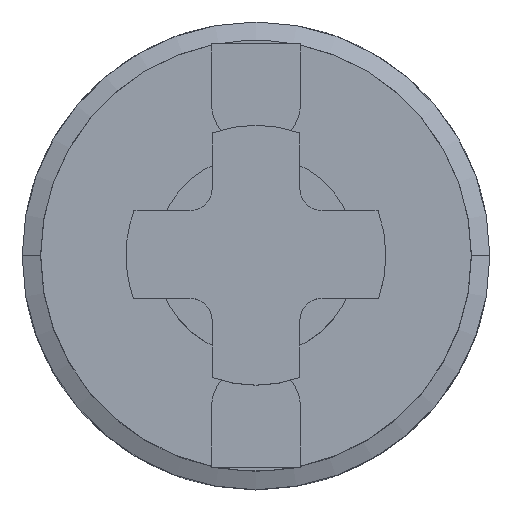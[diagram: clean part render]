
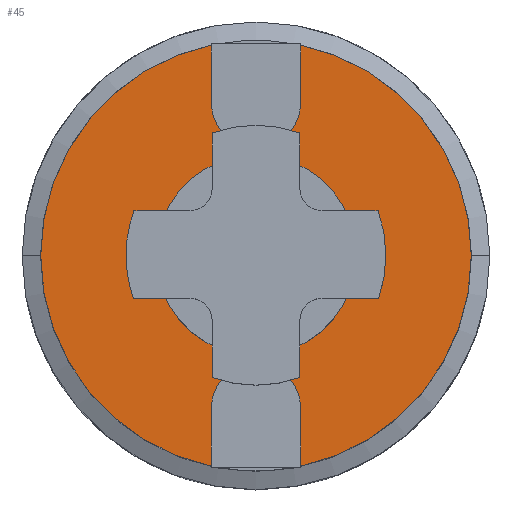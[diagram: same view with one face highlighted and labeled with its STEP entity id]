
A CAD part, top view. The second image highlights one B-rep face of the part: STEP entity #45.
In plain terms, the highlighted planar face has unit normal (0, 0, 1).
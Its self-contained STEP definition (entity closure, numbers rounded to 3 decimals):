
#24 = DIRECTION ( 'NONE',  ( 0., 1., 0. ) ) ;
#31 = ORIENTED_EDGE ( 'NONE', *, *, #4185, .F. ) ;
#36 = DIRECTION ( 'NONE',  ( 1., 0., 0. ) ) ;
#45 = ADVANCED_FACE ( 'NONE', ( #1066, #2309 ), #3492, .T. ) ;
#116 = AXIS2_PLACEMENT_3D ( 'NONE', #2359, #5537, #2805 ) ;
#151 = CIRCLE ( 'NONE', #4240, 13.5 ) ;
#232 = VERTEX_POINT ( 'NONE', #2649 ) ;
#238 = CARTESIAN_POINT ( 'NONE',  ( 13.5, 0., 40. ) ) ;
#291 = AXIS2_PLACEMENT_3D ( 'NONE', #4901, #2161, #5349 ) ;
#416 = CARTESIAN_POINT ( 'NONE',  ( -6., 29., 40. ) ) ;
#448 = ORIENTED_EDGE ( 'NONE', *, *, #4210, .F. ) ;
#488 = CIRCLE ( 'NONE', #657, 6. ) ;
#551 = AXIS2_PLACEMENT_3D ( 'NONE', #2621, #5806, #3073 ) ;
#633 = CARTESIAN_POINT ( 'NONE',  ( 6., 20.5, 40. ) ) ;
#655 = ORIENTED_EDGE ( 'NONE', *, *, #4012, .F. ) ;
#657 = AXIS2_PLACEMENT_3D ( 'NONE', #5546, #2813, #36 ) ;
#761 = LINE ( 'NONE', #1419, #5348 ) ;
#799 = CARTESIAN_POINT ( 'NONE',  ( 6., 28.373, 40. ) ) ;
#899 = AXIS2_PLACEMENT_3D ( 'NONE', #2423, #5609, #2872 ) ;
#1066 = FACE_BOUND ( 'NONE', #5299, .T. ) ;
#1228 = CARTESIAN_POINT ( 'NONE',  ( 6., -20.5, 40. ) ) ;
#1286 = EDGE_CURVE ( 'NONE', #5725, #232, #761, .T. ) ;
#1294 = CARTESIAN_POINT ( 'NONE',  ( 0., 20.5, 40. ) ) ;
#1338 = EDGE_CURVE ( 'NONE', #1645, #5725, #488, .T. ) ;
#1371 = CARTESIAN_POINT ( 'NONE',  ( -29., 0., 40. ) ) ;
#1404 = ORIENTED_EDGE ( 'NONE', *, *, #5024, .T. ) ;
#1419 = CARTESIAN_POINT ( 'NONE',  ( 6., -35.5, 40. ) ) ;
#1425 = VERTEX_POINT ( 'NONE', #3284 ) ;
#1495 = EDGE_CURVE ( 'NONE', #5885, #3692, #3608, .T. ) ;
#1522 = LINE ( 'NONE', #416, #4091 ) ;
#1540 = CIRCLE ( 'NONE', #2413, 6. ) ;
#1645 = VERTEX_POINT ( 'NONE', #2166 ) ;
#1758 = DIRECTION ( 'NONE',  ( 1., 0., 0. ) ) ;
#1777 = CARTESIAN_POINT ( 'NONE',  ( 0., 0., 40. ) ) ;
#1778 = ORIENTED_EDGE ( 'NONE', *, *, #5720, .F. ) ;
#1845 = DIRECTION ( 'NONE',  ( 0., 0., -1. ) ) ;
#1884 = CARTESIAN_POINT ( 'NONE',  ( 6., 35.5, 40. ) ) ;
#1922 = AXIS2_PLACEMENT_3D ( 'NONE', #4398, #5632, #3876 ) ;
#1970 = ORIENTED_EDGE ( 'NONE', *, *, #2349, .F. ) ;
#2038 = ORIENTED_EDGE ( 'NONE', *, *, #1495, .F. ) ;
#2055 = CARTESIAN_POINT ( 'NONE',  ( -6., 20.5, 40. ) ) ;
#2161 = DIRECTION ( 'NONE',  ( 0., 0., -1. ) ) ;
#2166 = CARTESIAN_POINT ( 'NONE',  ( -6., -20.5, 40. ) ) ;
#2250 = DIRECTION ( 'NONE',  ( -1., 0., 0. ) ) ;
#2309 = FACE_OUTER_BOUND ( 'NONE', #4147, .T. ) ;
#2340 = LINE ( 'NONE', #1884, #5671 ) ;
#2349 = EDGE_CURVE ( 'NONE', #3541, #5885, #3446, .T. ) ;
#2359 = CARTESIAN_POINT ( 'NONE',  ( 0., 0., 40. ) ) ;
#2413 = AXIS2_PLACEMENT_3D ( 'NONE', #1294, #4482, #1758 ) ;
#2423 = CARTESIAN_POINT ( 'NONE',  ( 0., 0., 40. ) ) ;
#2442 = CIRCLE ( 'NONE', #291, 29. ) ;
#2478 = CARTESIAN_POINT ( 'NONE',  ( -13.5, 0., 40. ) ) ;
#2519 = VERTEX_POINT ( 'NONE', #633 ) ;
#2621 = CARTESIAN_POINT ( 'NONE',  ( 0., 0., 40. ) ) ;
#2649 = CARTESIAN_POINT ( 'NONE',  ( 6., -28.373, 40. ) ) ;
#2805 = DIRECTION ( 'NONE',  ( -1., 0., 0. ) ) ;
#2813 = DIRECTION ( 'NONE',  ( 0., 0., -1. ) ) ;
#2872 = DIRECTION ( 'NONE',  ( -1., 0., 0. ) ) ;
#2899 = CIRCLE ( 'NONE', #551, 13.5 ) ;
#3073 = DIRECTION ( 'NONE',  ( -1., 0., 0. ) ) ;
#3284 = CARTESIAN_POINT ( 'NONE',  ( 29., 0., 40. ) ) ;
#3305 = DIRECTION ( 'NONE',  ( 0., -1., 0. ) ) ;
#3361 = CIRCLE ( 'NONE', #4234, 29. ) ;
#3446 = CIRCLE ( 'NONE', #899, 29. ) ;
#3452 = VERTEX_POINT ( 'NONE', #238 ) ;
#3492 = PLANE ( 'NONE',  #1922 ) ;
#3541 = VERTEX_POINT ( 'NONE', #1371 ) ;
#3608 = LINE ( 'NONE', #4689, #4812 ) ;
#3641 = DIRECTION ( 'NONE',  ( 0., 1., 0. ) ) ;
#3692 = VERTEX_POINT ( 'NONE', #2055 ) ;
#3701 = DIRECTION ( 'NONE',  ( 0., -1., 0. ) ) ;
#3728 = ORIENTED_EDGE ( 'NONE', *, *, #1286, .T. ) ;
#3876 = DIRECTION ( 'NONE',  ( 1., 0., 0. ) ) ;
#3880 = EDGE_CURVE ( 'NONE', #3452, #5707, #2899, .T. ) ;
#4012 = EDGE_CURVE ( 'NONE', #3692, #2519, #1540, .T. ) ;
#4091 = VECTOR ( 'NONE', #3641, 1000. ) ;
#4096 = EDGE_CURVE ( 'NONE', #5707, #3452, #151, .T. ) ;
#4147 = EDGE_LOOP ( 'NONE', ( #31, #1404, #4213, #3728, #4927, #1778, #448, #655, #2038, #1970 ) ) ;
#4185 = EDGE_CURVE ( 'NONE', #5047, #3541, #4610, .T. ) ;
#4210 = EDGE_CURVE ( 'NONE', #2519, #4860, #2340, .T. ) ;
#4213 = ORIENTED_EDGE ( 'NONE', *, *, #1338, .T. ) ;
#4234 = AXIS2_PLACEMENT_3D ( 'NONE', #1777, #4981, #2250 ) ;
#4240 = AXIS2_PLACEMENT_3D ( 'NONE', #4572, #1845, #5046 ) ;
#4398 = CARTESIAN_POINT ( 'NONE',  ( 0., 29., 40. ) ) ;
#4449 = ORIENTED_EDGE ( 'NONE', *, *, #3880, .T. ) ;
#4482 = DIRECTION ( 'NONE',  ( 0., 0., 1. ) ) ;
#4572 = CARTESIAN_POINT ( 'NONE',  ( 0., 0., 40. ) ) ;
#4610 = CIRCLE ( 'NONE', #116, 29. ) ;
#4689 = CARTESIAN_POINT ( 'NONE',  ( -6., 29., 40. ) ) ;
#4812 = VECTOR ( 'NONE', #3305, 1000. ) ;
#4860 = VERTEX_POINT ( 'NONE', #799 ) ;
#4901 = CARTESIAN_POINT ( 'NONE',  ( 0., 0., 40. ) ) ;
#4927 = ORIENTED_EDGE ( 'NONE', *, *, #5883, .F. ) ;
#4958 = CARTESIAN_POINT ( 'NONE',  ( -6., 28.373, 40. ) ) ;
#4981 = DIRECTION ( 'NONE',  ( 0., 0., -1. ) ) ;
#5024 = EDGE_CURVE ( 'NONE', #5047, #1645, #1522, .T. ) ;
#5046 = DIRECTION ( 'NONE',  ( -1., 0., 0. ) ) ;
#5047 = VERTEX_POINT ( 'NONE', #5904 ) ;
#5299 = EDGE_LOOP ( 'NONE', ( #5734, #4449 ) ) ;
#5348 = VECTOR ( 'NONE', #3701, 1000. ) ;
#5349 = DIRECTION ( 'NONE',  ( -1., 0., 0. ) ) ;
#5537 = DIRECTION ( 'NONE',  ( 0., 0., -1. ) ) ;
#5546 = CARTESIAN_POINT ( 'NONE',  ( 0., -20.5, 40. ) ) ;
#5609 = DIRECTION ( 'NONE',  ( 0., 0., -1. ) ) ;
#5632 = DIRECTION ( 'NONE',  ( 0., 0., 1. ) ) ;
#5671 = VECTOR ( 'NONE', #24, 1000. ) ;
#5707 = VERTEX_POINT ( 'NONE', #2478 ) ;
#5720 = EDGE_CURVE ( 'NONE', #4860, #1425, #2442, .T. ) ;
#5725 = VERTEX_POINT ( 'NONE', #1228 ) ;
#5734 = ORIENTED_EDGE ( 'NONE', *, *, #4096, .T. ) ;
#5806 = DIRECTION ( 'NONE',  ( 0., 0., -1. ) ) ;
#5883 = EDGE_CURVE ( 'NONE', #1425, #232, #3361, .T. ) ;
#5885 = VERTEX_POINT ( 'NONE', #4958 ) ;
#5904 = CARTESIAN_POINT ( 'NONE',  ( -6., -28.373, 40. ) ) ;
